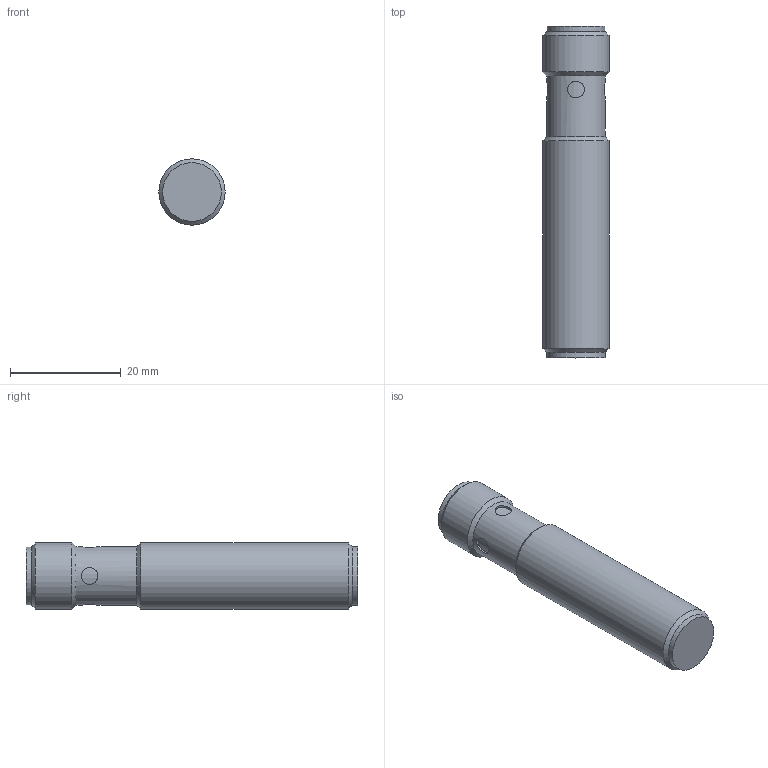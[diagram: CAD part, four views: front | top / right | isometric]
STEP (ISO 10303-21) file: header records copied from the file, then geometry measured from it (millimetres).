
FILE_DESCRIPTION(/* description */ (''),/* implementation_level */ '2;1');
FILE_NAME(/* name */ 'KA0670_Shrinkwrap_1.stp',/* time_stamp */ '2022-01-19T14:02:22+01:00',/* author */ ('Krieger Anja'),/* organization */ (''),/* preprocessor_version */ 'ST-DEVELOPER v18.1',/* originating_system */ 'Autodesk Inventor 2021',/* authorisation */ '');
FILE_SCHEMA (('AUTOMOTIVE_DESIGN { 1 0 10303 214 3 1 1 }'));
Length unit declared in the file: millimetre
Products named in the file (1): KA0670_Shrinkwrap_1
Bounding box: 12 x 60 x 12 mm (x, y, z)
Volume: 2573.6 mm3; surface area: 5312.4 mm2
Topology: 2 solids, 2 shells, 62 faces, 144 edges, 98 vertices
Faces by surface type: cylinder 27, plane 26, cone 5, sphere 4
Full cylindrical faces by diameter (mm): 1 x8, 1.8 x1, 1.9 x1, 2 x1, 3 x4, 8.5 x2, 9.4 x1, 9.5 x1, 9.6 x1, 9.9 x2, 10.4 x1, 10.6 x2, 12 x2
Entity records: 2254 total; most frequent: CARTESIAN_POINT 643, DIRECTION 312, ORIENTED_EDGE 280, EDGE_CURVE 140, AXIS2_PLACEMENT_3D 129, VERTEX_POINT 98, EDGE_LOOP 86, CIRCLE 66
